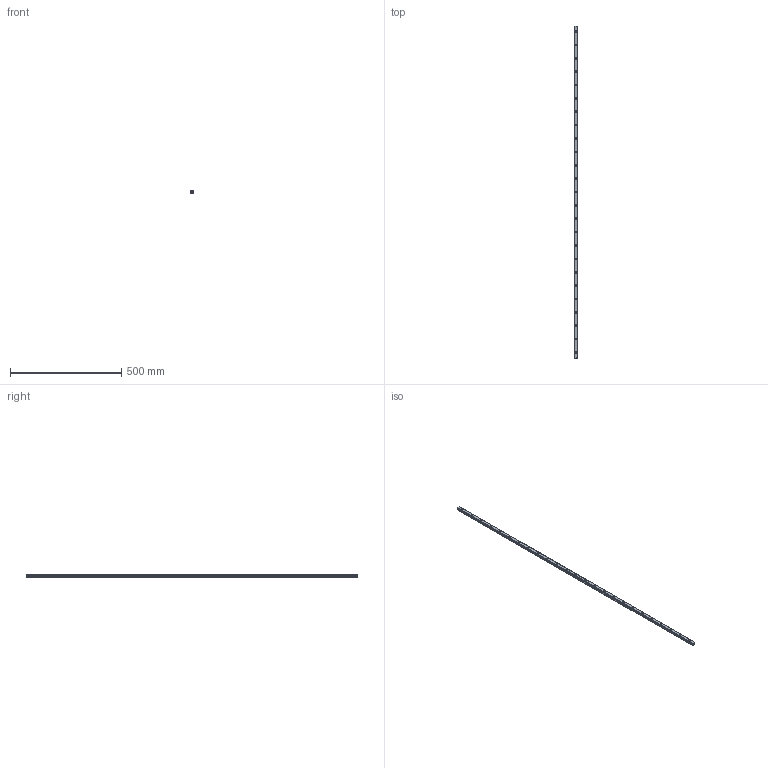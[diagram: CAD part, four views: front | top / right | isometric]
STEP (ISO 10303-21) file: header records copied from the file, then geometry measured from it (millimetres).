
FILE_DESCRIPTION(('STEP AP214'),'1');
FILE_NAME('cctmp_A688AE3E-86E4-4C8E-9E81-8C7D032DEEB3_2021_02_03_11_01_30_0933..stp','2021-02-03T10:01:31',('HIWIN GmbH'),('CADClick - www.CADClick.com'),'Spatial InterOp 3D',' ','unknown authorization');
FILE_SCHEMA(('AUTOMOTIVE_DESIGN'));
Length unit declared in the file: millimetre
Products named in the file (1): EGR15U1490C_FILE
Bounding box: 15 x 1490 x 12.5 mm (x, y, z)
Volume: 237304.7 mm3; surface area: 90942.8 mm2
Topology: 1 solids, 1 shells, 353 faces, 891 edges, 594 vertices
Faces by surface type: plane 185, cylinder 168
Entity records: 13649 total; most frequent: DIRECTION 2035, CARTESIAN_POINT 1839, ORIENTED_EDGE 1782, EDGE_CURVE 891, AXIS2_PLACEMENT_3D 790, VERTEX_POINT 594, LINE 455, VECTOR 455
